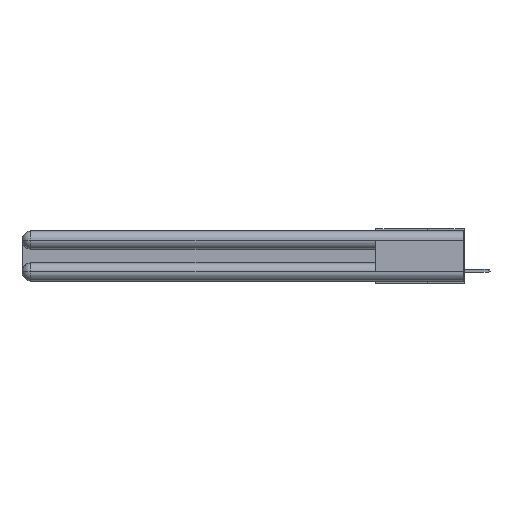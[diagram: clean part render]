
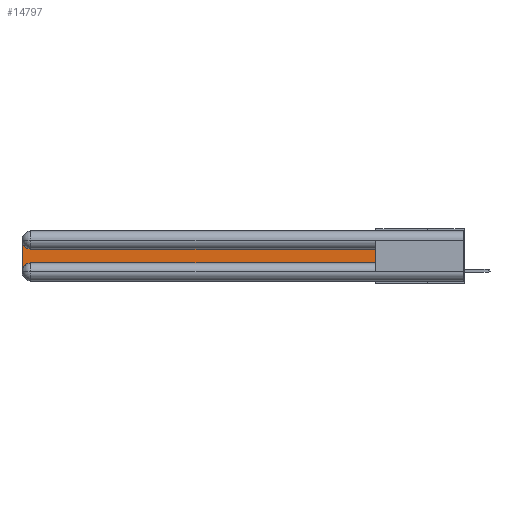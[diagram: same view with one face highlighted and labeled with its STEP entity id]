
A CAD part, left-side view. The second image highlights one B-rep face of the part: STEP entity #14797.
In plain terms, the highlighted planar face has unit normal (-1, 0, 0).
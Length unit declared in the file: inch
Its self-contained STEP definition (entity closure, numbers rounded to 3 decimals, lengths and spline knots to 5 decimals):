
#724 = CARTESIAN_POINT ( 'NONE',  ( 0.075, 2.94, -0.0625 ) ) ;
#902 = CARTESIAN_POINT ( 'NONE',  ( 0.075, 0.6, -0.1225 ) ) ;
#1189 = ORIENTED_EDGE ( 'NONE', *, *, #10048, .T. ) ;
#2388 = EDGE_CURVE ( 'NONE', #10055, #9549, #6538, .T. ) ;
#2796 = VERTEX_POINT ( 'NONE', #5375 ) ;
#2818 = LINE ( 'NONE', #16225, #19631 ) ;
#3050 = CARTESIAN_POINT ( 'NONE',  ( 0.075, 0.6, -0.2175 ) ) ;
#3824 = AXIS2_PLACEMENT_3D ( 'NONE', #9752, #25165, #11932 ) ;
#3980 = EDGE_CURVE ( 'NONE', #2796, #19056, #22878, .T. ) ;
#4363 = FACE_OUTER_BOUND ( 'NONE', #4844, .T. ) ;
#4844 = EDGE_LOOP ( 'NONE', ( #13926, #23126, #7210, #1189, #13674, #27602 ) ) ;
#5316 = DIRECTION ( 'NONE',  ( 0., 0., 1. ) ) ;
#5375 = CARTESIAN_POINT ( 'NONE',  ( 0.075, 2.94, -0.1225 ) ) ;
#5701 = CARTESIAN_POINT ( 'NONE',  ( 0.075, 3., -0.2775 ) ) ;
#6538 = LINE ( 'NONE', #3050, #25417 ) ;
#7210 = ORIENTED_EDGE ( 'NONE', *, *, #25860, .T. ) ;
#7857 = PLANE ( 'NONE',  #12928 ) ;
#7914 = CARTESIAN_POINT ( 'NONE',  ( 0.075, 2.94, -0.2175 ) ) ;
#9194 = CARTESIAN_POINT ( 'NONE',  ( 0.075, 0.6, -0.2175 ) ) ;
#9549 = VERTEX_POINT ( 'NONE', #10555 ) ;
#9752 = CARTESIAN_POINT ( 'NONE',  ( 0.075, 2.94, -0.2775 ) ) ;
#10048 = EDGE_CURVE ( 'NONE', #13784, #10055, #18730, .T. ) ;
#10055 = VERTEX_POINT ( 'NONE', #7914 ) ;
#10555 = CARTESIAN_POINT ( 'NONE',  ( 0.075, 0.6, -0.2175 ) ) ;
#11932 = DIRECTION ( 'NONE',  ( 0., 0., -1. ) ) ;
#12147 = EDGE_CURVE ( 'NONE', #21665, #2796, #2818, .T. ) ;
#12164 = DIRECTION ( 'NONE',  ( 1., 0., 0. ) ) ;
#12928 = AXIS2_PLACEMENT_3D ( 'NONE', #23169, #12164, #23269 ) ;
#13666 = VECTOR ( 'NONE', #5316, 39.37008 ) ;
#13674 = ORIENTED_EDGE ( 'NONE', *, *, #2388, .T. ) ;
#13784 = VERTEX_POINT ( 'NONE', #5701 ) ;
#13926 = ORIENTED_EDGE ( 'NONE', *, *, #12147, .T. ) ;
#14113 = DIRECTION ( 'NONE',  ( 0., 1., 0. ) ) ;
#14797 = ADVANCED_FACE ( 'NONE', ( #4363 ), #7857, .F. ) ;
#15116 = CARTESIAN_POINT ( 'NONE',  ( 0.075, 3., -0.0625 ) ) ;
#16225 = CARTESIAN_POINT ( 'NONE',  ( 0.075, 0.6, -0.1225 ) ) ;
#17461 = DIRECTION ( 'NONE',  ( 0., 0., -1. ) ) ;
#17741 = CARTESIAN_POINT ( 'NONE',  ( 0.075, 3., -0.2175 ) ) ;
#18249 = AXIS2_PLACEMENT_3D ( 'NONE', #724, #22592, #23461 ) ;
#18730 = CIRCLE ( 'NONE', #3824, 0.06 ) ;
#19056 = VERTEX_POINT ( 'NONE', #15116 ) ;
#19631 = VECTOR ( 'NONE', #14113, 39.37008 ) ;
#21480 = EDGE_CURVE ( 'NONE', #9549, #21665, #26334, .T. ) ;
#21665 = VERTEX_POINT ( 'NONE', #902 ) ;
#22592 = DIRECTION ( 'NONE',  ( 1., 0., 0. ) ) ;
#22878 = CIRCLE ( 'NONE', #18249, 0.06 ) ;
#23126 = ORIENTED_EDGE ( 'NONE', *, *, #3980, .T. ) ;
#23169 = CARTESIAN_POINT ( 'NONE',  ( 0.075, 3., -0.1225 ) ) ;
#23269 = DIRECTION ( 'NONE',  ( 0., 0., -1. ) ) ;
#23461 = DIRECTION ( 'NONE',  ( 0., 0., -1. ) ) ;
#24396 = VECTOR ( 'NONE', #17461, 39.37008 ) ;
#24831 = DIRECTION ( 'NONE',  ( 0., -1., 0. ) ) ;
#25165 = DIRECTION ( 'NONE',  ( 1., 0., 0. ) ) ;
#25417 = VECTOR ( 'NONE', #24831, 39.37008 ) ;
#25860 = EDGE_CURVE ( 'NONE', #19056, #13784, #26771, .T. ) ;
#26334 = LINE ( 'NONE', #9194, #13666 ) ;
#26771 = LINE ( 'NONE', #17741, #24396 ) ;
#27602 = ORIENTED_EDGE ( 'NONE', *, *, #21480, .T. ) ;
